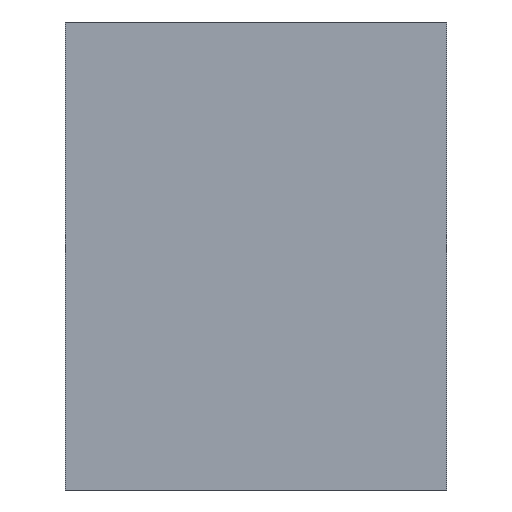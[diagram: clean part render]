
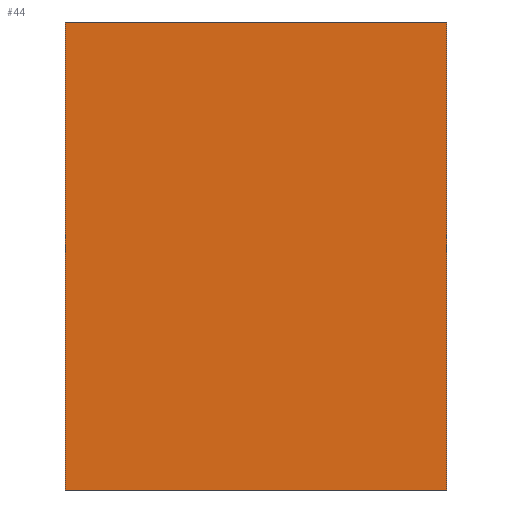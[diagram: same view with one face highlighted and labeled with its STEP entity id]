
A CAD part, left-side view. The second image highlights one B-rep face of the part: STEP entity #44.
In plain terms, the highlighted planar face has unit normal (-1, 0, 0).
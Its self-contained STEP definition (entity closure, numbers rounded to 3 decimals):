
#44 = ADVANCED_FACE( '', ( #87 ), #88, .F. );
#87 = FACE_OUTER_BOUND( '', #124, .T. );
#88 = PLANE( '', #125 );
#124 = EDGE_LOOP( '', ( #179, #180, #181, #182 ) );
#125 = AXIS2_PLACEMENT_3D( '', #183, #184, #185 );
#179 = ORIENTED_EDGE( '', *, *, #216, .T. );
#180 = ORIENTED_EDGE( '', *, *, #211, .F. );
#181 = ORIENTED_EDGE( '', *, *, #218, .F. );
#182 = ORIENTED_EDGE( '', *, *, #201, .T. );
#183 = CARTESIAN_POINT( '', ( -223., 31., 76. ) );
#184 = DIRECTION( '', ( 1., 0., 0. ) );
#185 = DIRECTION( '', ( 0., 0., -1. ) );
#201 = EDGE_CURVE( '', #229, #227, #230, .T. );
#211 = EDGE_CURVE( '', #245, #240, #247, .T. );
#216 = EDGE_CURVE( '', #227, #240, #252, .T. );
#218 = EDGE_CURVE( '', #229, #245, #254, .T. );
#227 = VERTEX_POINT( '', #263 );
#229 = VERTEX_POINT( '', #266 );
#230 = LINE( '', #267, #268 );
#240 = VERTEX_POINT( '', #280 );
#245 = VERTEX_POINT( '', #287 );
#247 = LINE( '', #290, #291 );
#252 = LINE( '', #298, #299 );
#254 = LINE( '', #301, #302 );
#263 = CARTESIAN_POINT( '', ( -223., 31., 0. ) );
#266 = CARTESIAN_POINT( '', ( -223., 31., 76. ) );
#267 = CARTESIAN_POINT( '', ( -223., 31., 76. ) );
#268 = VECTOR( '', #311, 1000. );
#280 = CARTESIAN_POINT( '', ( -223., -31., 0. ) );
#287 = CARTESIAN_POINT( '', ( -223., -31., 76. ) );
#290 = CARTESIAN_POINT( '', ( -223., -31., 76. ) );
#291 = VECTOR( '', #323, 1000. );
#298 = CARTESIAN_POINT( '', ( -223., 31., 0. ) );
#299 = VECTOR( '', #326, 1000. );
#301 = CARTESIAN_POINT( '', ( -223., 31., 76. ) );
#302 = VECTOR( '', #327, 1000. );
#311 = DIRECTION( '', ( 0., 0., -1. ) );
#323 = DIRECTION( '', ( 0., 0., -1. ) );
#326 = DIRECTION( '', ( 0., -1., 0. ) );
#327 = DIRECTION( '', ( 0., -1., 0. ) );
